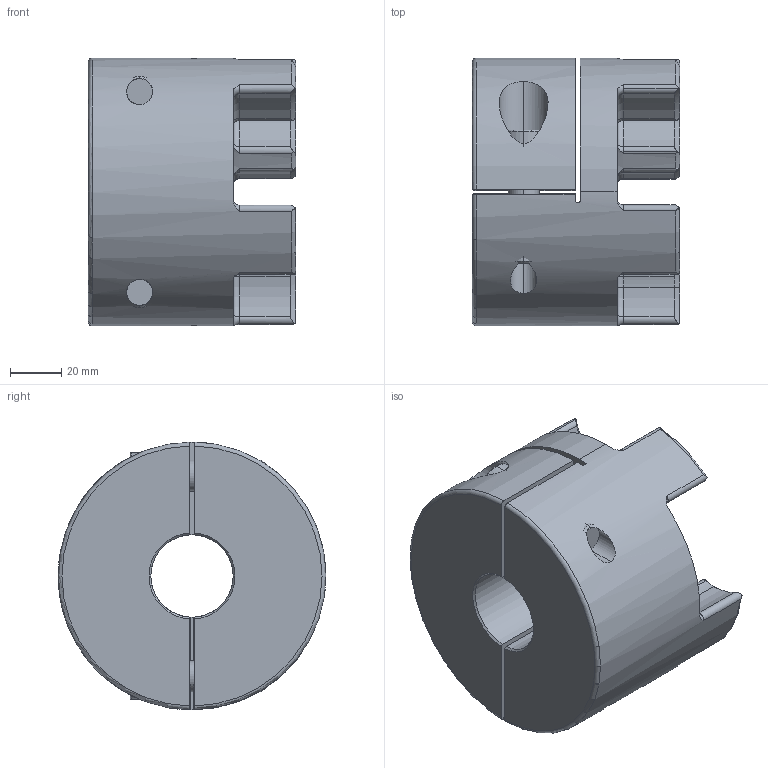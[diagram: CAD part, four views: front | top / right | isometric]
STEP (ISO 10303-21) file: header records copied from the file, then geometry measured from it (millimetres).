
FILE_DESCRIPTION (( 'STEP AP203' ), '1' );
FILE_NAME ('SJC-100C-32.step', '2021-04-15T12:43:18', ( '' ), ( '' ), 'SwSTEP 2.0', 'SolidWorks 2021', '' );
FILE_SCHEMA (( 'CONFIG_CONTROL_DESIGN' ));
Length unit declared in the file: millimetre
Products named in the file (1): SJC-100C-32
Bounding box: 80.5 x 104 x 104 mm (x, y, z)
Volume: 437898.1 mm3; surface area: 72471.3 mm2
Topology: 4 solids, 4 shells, 222 faces, 564 edges, 345 vertices
Faces by surface type: cylinder 82, plane 55, torus 52, cone 33
Entity records: 9187 total; most frequent: CARTESIAN_POINT 3791, DIRECTION 1161, ORIENTED_EDGE 1104, EDGE_CURVE 552, AXIS2_PLACEMENT_3D 488, VERTEX_POINT 345, CIRCLE 265, EDGE_LOOP 239
